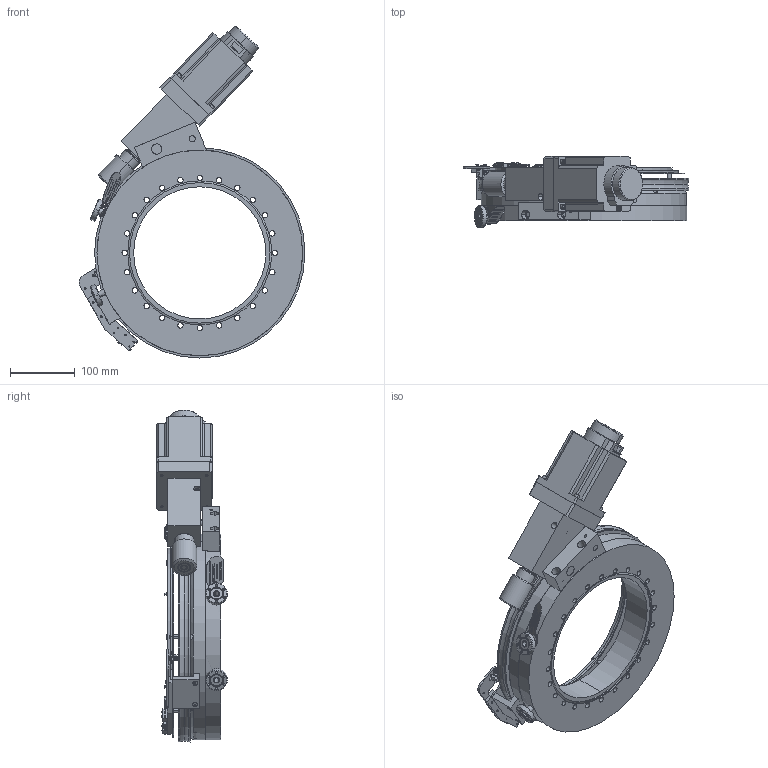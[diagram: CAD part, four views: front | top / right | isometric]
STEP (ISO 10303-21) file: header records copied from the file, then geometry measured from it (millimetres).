
FILE_DESCRIPTION (( 'STEP AP214' ), '1' );
FILE_NAME ('SLO-EX, RNN-800_TM_MS_LS-360_EDR_ZPI.STEP', '2020-06-30T14:34:21', ( '' ), ( '' ), 'SwSTEP 2.0', 'SolidWorks 2010', '' );
FILE_SCHEMA (( 'AUTOMOTIVE_DESIGN' ));
Length unit declared in the file: inch
Products named in the file (1): SLO-EX, RNN-800_TM_MS_LS-360_EDR_ZPI
Bounding box: 348.66 x 109.41 x 512.46 mm (x, y, z)
Surface area: 572557.5 mm2 (no closed solid volume)
Topology: 0 solids, 186 shells, 1213 faces, 7322 edges, 5878 vertices
Faces by surface type: plane 585, cylinder 469, cone 132, sphere 12, torus 12, bspline 3
Entity records: 95360 total; most frequent: CARTESIAN_POINT 23942, DIRECTION 11533, ORIENTED_EDGE 9721, EDGE_CURVE 7306, VERTEX_POINT 5878, LINE 4537, VECTOR 4537, AXIS2_PLACEMENT_3D 3498
